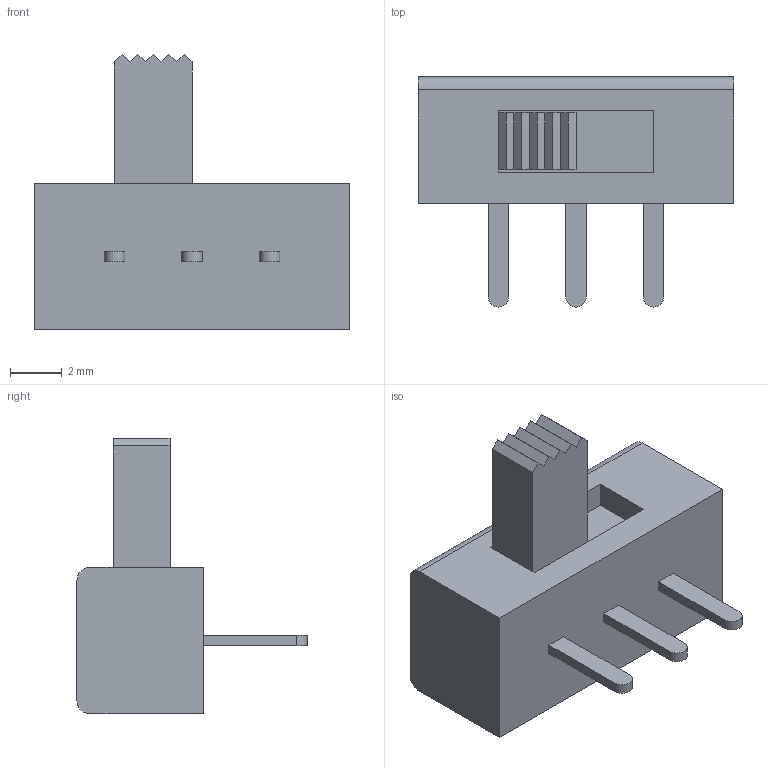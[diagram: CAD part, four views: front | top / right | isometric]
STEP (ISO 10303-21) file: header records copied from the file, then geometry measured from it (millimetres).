
FILE_DESCRIPTION(/* description */ (''),/* implementation_level */ '2;1');
FILE_NAME(/* name */ 'SW-G-Switch SK-12F04-G050.step',/* time_stamp */ '2023-02-16T16:51:16+08:00',/* author */ (''),/* organization */ (''),/* preprocessor_version */ 'ST-DEVELOPER v19.2',/* originating_system */ 'Autodesk Translation Framework v11.17.0.187',/* authorisation */ '');
FILE_SCHEMA (('AUTOMOTIVE_DESIGN { 1 0 10303 214 3 1 1 }'));
Length unit declared in the file: millimetre
Products named in the file (1): SW-G-Switch SK-12F04-G050
Bounding box: 12.2 x 8.9 x 10.66 mm (x, y, z)
Volume: 365 mm3; surface area: 411 mm2
Topology: 1 solids, 1 shells, 43 faces, 109 edges, 72 vertices
Faces by surface type: plane 38, cylinder 5
Entity records: 1374 total; most frequent: CARTESIAN_POINT 225, ORIENTED_EDGE 218, DIRECTION 207, EDGE_CURVE 109, LINE 99, VECTOR 99, VERTEX_POINT 72, AXIS2_PLACEMENT_3D 54
